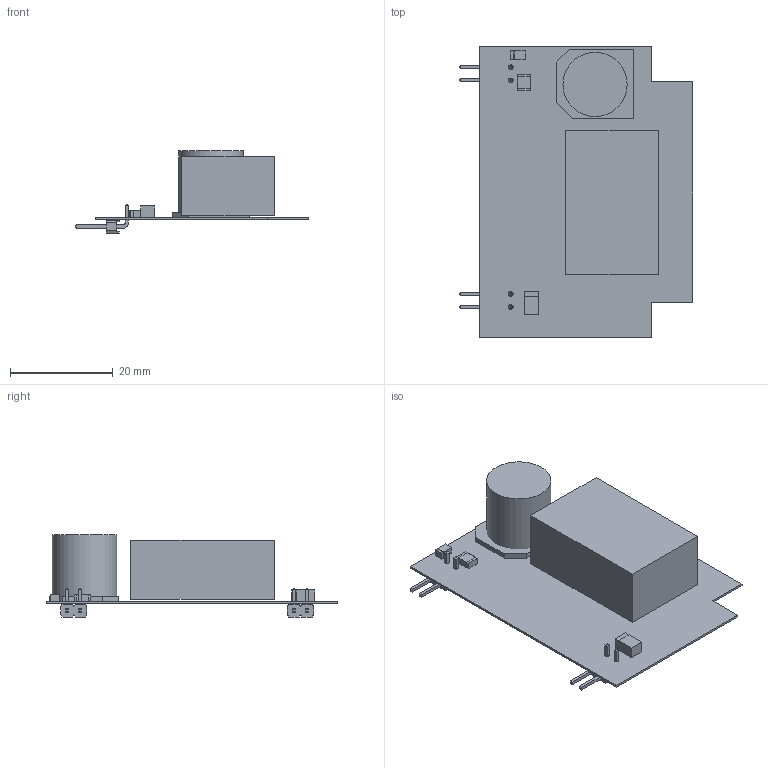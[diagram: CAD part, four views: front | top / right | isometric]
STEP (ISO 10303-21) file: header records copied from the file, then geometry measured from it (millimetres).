
FILE_DESCRIPTION(('Open CASCADE Model'),'2;1');
FILE_NAME('Open CASCADE Shape Model','2014-07-03T11:29:54',('Author'),( 'Open CASCADE'),'Open CASCADE STEP processor 6.5','Open CASCADE 6.5' ,'Unknown');
FILE_SCHEMA(('AUTOMOTIVE_DESIGN { 1 0 10303 214 1 1 1 1 }'));
Length unit declared in the file: millimetre
Products named in the file (29): PCB; Board; C17; 843320456; Cylinder; 869884240; Extruded; C5; WE-CBF_1210_CBF; Lötende; 7427923; D1; 708595456; 725006576; D3; 830528736; 830528608; JP3; 61300211021; 6130xx11021_PIN; JP7; U6; 869868752
Assembly tree (31 placements, depth 4):
  PCB
    Board
    C17
      843320456
        Cylinder
      869884240
        Extruded
    C5
      WE-CBF_1210_CBF
        Lötende  x2
        7427923
    D1
      708595456
        Extruded
      725006576
        Extruded
    D3
      830528736
        Extruded
      830528608
        Extruded
    JP3
      61300211021
        61300211021
        6130xx11021_PIN  x2
    JP7
      61300211021
        61300211021
        6130xx11021_PIN  x2
    U6
      869868752
        Extruded
Bounding box: 45.46 x 56.72 x 15.98 mm (x, y, z)
Volume: 8627.8 mm3; surface area: 8272.8 mm2
Topology: 17 solids, 17 shells, 237 faces, 561 edges, 350 vertices
Faces by surface type: plane 196, cylinder 33, sphere 8
Full cylindrical faces by diameter (mm): 0.9 x4, 12.5 x1
Entity records: 8502 total; most frequent: CARTESIAN_POINT 1518, DIRECTION 1207, LINE 787, VECTOR 787, ORIENTED_EDGE 614, PCURVE 614, DEFINITIONAL_REPRESENTATION 614, EDGE_CURVE 307
